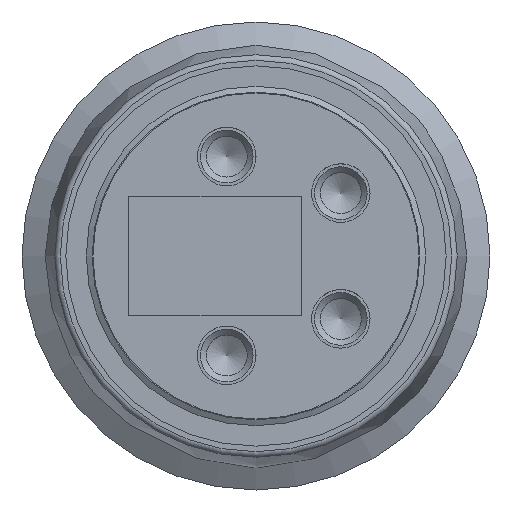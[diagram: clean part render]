
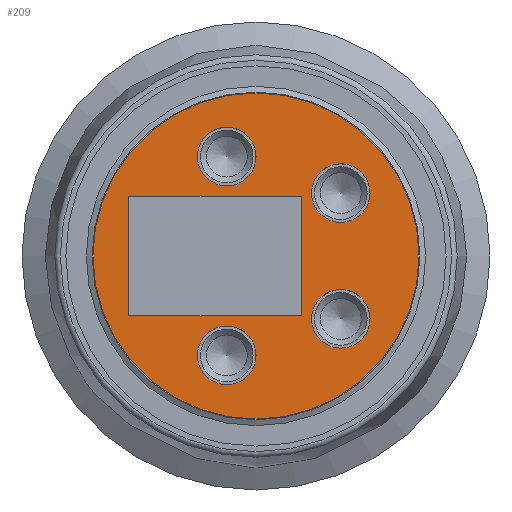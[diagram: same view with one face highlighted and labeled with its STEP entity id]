
A CAD part, front view. The second image highlights one B-rep face of the part: STEP entity #209.
In plain terms, the highlighted planar face has unit normal (0, -1, 0).
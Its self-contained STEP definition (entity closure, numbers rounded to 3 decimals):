
#59=LINE('',#1962,#71);
#60=LINE('',#1965,#72);
#61=LINE('',#1967,#73);
#62=LINE('',#1969,#74);
#71=VECTOR('',#1597,1.);
#72=VECTOR('',#1598,1.);
#73=VECTOR('',#1599,1.);
#74=VECTOR('',#1600,1.);
#209=ADVANCED_FACE('',(#379,#380,#381,#382,#383,#384),#262,.F.);
#262=PLANE('',#1305);
#379=FACE_BOUND('',#574,.T.);
#380=FACE_BOUND('',#575,.T.);
#381=FACE_BOUND('',#576,.T.);
#382=FACE_BOUND('',#577,.T.);
#383=FACE_BOUND('',#578,.T.);
#384=FACE_BOUND('',#579,.T.);
#574=EDGE_LOOP('',(#774));
#575=EDGE_LOOP('',(#775));
#576=EDGE_LOOP('',(#776));
#577=EDGE_LOOP('',(#777,#778,#779,#780));
#578=EDGE_LOOP('',(#781));
#579=EDGE_LOOP('',(#782));
#774=ORIENTED_EDGE('',*,*,#1051,.F.);
#775=ORIENTED_EDGE('',*,*,#1052,.F.);
#776=ORIENTED_EDGE('',*,*,#1053,.T.);
#777=ORIENTED_EDGE('',*,*,#1054,.F.);
#778=ORIENTED_EDGE('',*,*,#1055,.F.);
#779=ORIENTED_EDGE('',*,*,#1056,.F.);
#780=ORIENTED_EDGE('',*,*,#1057,.F.);
#781=ORIENTED_EDGE('',*,*,#1058,.F.);
#782=ORIENTED_EDGE('',*,*,#1059,.F.);
#942=VERTEX_POINT('',#1957);
#943=VERTEX_POINT('',#1959);
#944=VERTEX_POINT('',#1961);
#945=VERTEX_POINT('',#1963);
#946=VERTEX_POINT('',#1964);
#947=VERTEX_POINT('',#1966);
#948=VERTEX_POINT('',#1968);
#949=VERTEX_POINT('',#1971);
#950=VERTEX_POINT('',#1973);
#1051=EDGE_CURVE('',#942,#942,#1160,.T.);
#1052=EDGE_CURVE('',#943,#943,#1161,.T.);
#1053=EDGE_CURVE('',#944,#944,#1162,.T.);
#1054=EDGE_CURVE('',#945,#946,#59,.T.);
#1055=EDGE_CURVE('',#947,#945,#60,.T.);
#1056=EDGE_CURVE('',#948,#947,#61,.T.);
#1057=EDGE_CURVE('',#946,#948,#62,.T.);
#1058=EDGE_CURVE('',#949,#949,#1163,.T.);
#1059=EDGE_CURVE('',#950,#950,#1164,.T.);
#1160=CIRCLE('',#1300,0.5);
#1161=CIRCLE('',#1301,0.5);
#1162=CIRCLE('',#1302,2.788);
#1163=CIRCLE('',#1303,0.5);
#1164=CIRCLE('',#1304,0.5);
#1300=AXIS2_PLACEMENT_3D('',#1956,#1591,#1592);
#1301=AXIS2_PLACEMENT_3D('',#1958,#1593,#1594);
#1302=AXIS2_PLACEMENT_3D('',#1960,#1595,#1596);
#1303=AXIS2_PLACEMENT_3D('',#1970,#1601,#1602);
#1304=AXIS2_PLACEMENT_3D('',#1972,#1603,#1604);
#1305=AXIS2_PLACEMENT_3D('',#1974,#1605,#1606);
#1591=DIRECTION('',(0.,-1.,0.));
#1592=DIRECTION('',(0.,0.,1.));
#1593=DIRECTION('',(0.,-1.,0.));
#1594=DIRECTION('',(0.,0.,1.));
#1595=DIRECTION('',(0.,-1.,0.));
#1596=DIRECTION('',(0.,0.,-1.));
#1597=DIRECTION('',(0.,0.,-1.));
#1598=DIRECTION('',(-1.,0.,0.));
#1599=DIRECTION('',(0.,0.,1.));
#1600=DIRECTION('',(1.,0.,0.));
#1601=DIRECTION('',(0.,-1.,0.));
#1602=DIRECTION('',(0.,0.,1.));
#1603=DIRECTION('',(0.,-1.,0.));
#1604=DIRECTION('',(0.,0.,1.));
#1605=DIRECTION('',(0.,1.,0.));
#1606=DIRECTION('',(0.,0.,-1.));
#1956=CARTESIAN_POINT('',(49.5,42.5,-1.7));
#1957=CARTESIAN_POINT('',(49.5,42.5,-1.2));
#1958=CARTESIAN_POINT('',(49.5,42.5,1.7));
#1959=CARTESIAN_POINT('',(49.5,42.5,2.2));
#1960=CARTESIAN_POINT('',(50.,42.5,0.));
#1961=CARTESIAN_POINT('',(50.,42.5,-2.788));
#1962=CARTESIAN_POINT('',(47.825,42.5,1.025));
#1963=CARTESIAN_POINT('',(47.825,42.5,1.025));
#1964=CARTESIAN_POINT('',(47.825,42.5,-1.025));
#1965=CARTESIAN_POINT('',(50.775,42.5,1.025));
#1966=CARTESIAN_POINT('',(50.775,42.5,1.025));
#1967=CARTESIAN_POINT('',(50.775,42.5,-1.025));
#1968=CARTESIAN_POINT('',(50.775,42.5,-1.025));
#1969=CARTESIAN_POINT('',(47.825,42.5,-1.025));
#1970=CARTESIAN_POINT('',(51.45,42.5,-1.075));
#1971=CARTESIAN_POINT('',(51.45,42.5,-0.575));
#1972=CARTESIAN_POINT('',(51.45,42.5,1.075));
#1973=CARTESIAN_POINT('',(51.45,42.5,1.575));
#1974=CARTESIAN_POINT('',(52.788,42.5,0.));
